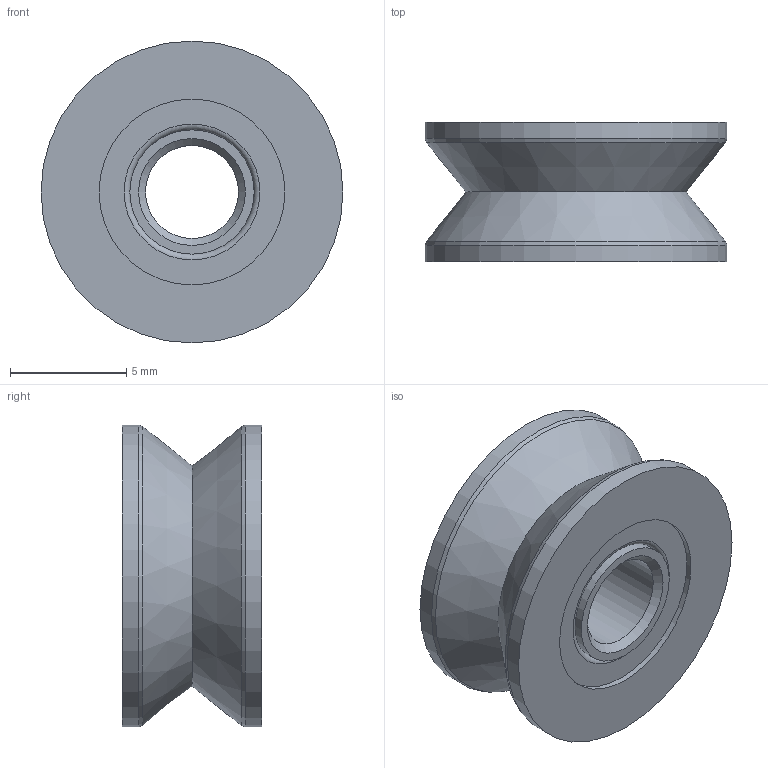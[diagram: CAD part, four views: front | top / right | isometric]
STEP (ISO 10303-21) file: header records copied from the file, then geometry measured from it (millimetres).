
FILE_DESCRIPTION( ( '' ), ' ' );
FILE_NAME( '5a39251fbf480a0c10d0d632.step', '2017-12-19T14:41:36', ( '' ), ( '' ), ' ', ' ', ' ' );
FILE_SCHEMA( ( 'AUTOMOTIVE_DESIGN { 1 0 10303 214 1 1 1 1 }' ) );
Length unit declared in the file: metre
Products named in the file (1): 1609-0004-0013 4mm ID x 13mm OD V-Groove Ball Bearing
Bounding box: 13 x 6 x 13 mm (x, y, z)
Volume: 562.1 mm3; surface area: 608.9 mm2
Topology: 1 solids, 1 shells, 21 faces, 40 edges, 25 vertices
Faces by surface type: cylinder 7, cone 6, plane 6, torus 2
Full cylindrical faces by diameter (mm): 4 x1, 5.35 x2, 8 x2, 13 x2
Entity records: 612 total; most frequent: DIRECTION 86, CARTESIAN_POINT 64, AXIS2_PLACEMENT_3D 43, EDGE_LOOP 42, ORIENTED_EDGE 42, FACE_OUTER_BOUND 30, STYLED_ITEM 21, PRESENTATION_STYLE_ASSIGNMENT 21
